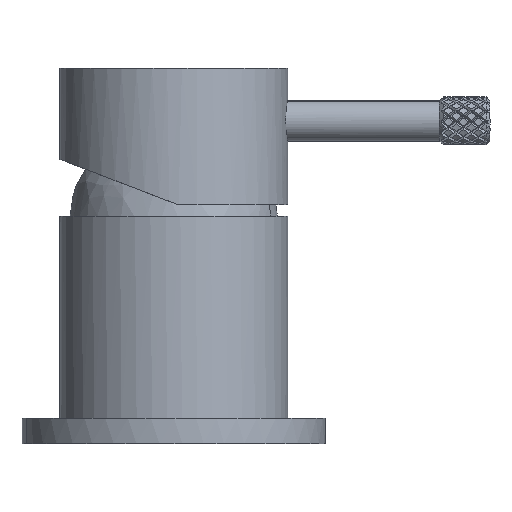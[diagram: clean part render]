
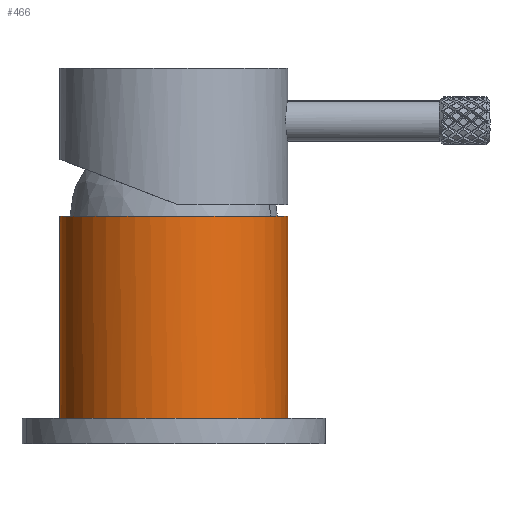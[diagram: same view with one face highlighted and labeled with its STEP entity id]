
A CAD part, left-side view. The second image highlights one B-rep face of the part: STEP entity #466.
In plain terms, the highlighted cylindrical face has radius 22.5 mm (diameter 45 mm), a partial arc.
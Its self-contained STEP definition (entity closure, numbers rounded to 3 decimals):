
#466=ADVANCED_FACE('',(#1057),#8331,.T.);
#1057=FACE_OUTER_BOUND('',#1651,.T.);
#1651=EDGE_LOOP('',(#2312,#2313,#2314,#2315));
#2312=ORIENTED_EDGE('',*,*,#4885,.F.);
#2313=ORIENTED_EDGE('',*,*,#4916,.T.);
#2314=ORIENTED_EDGE('',*,*,#4887,.F.);
#2315=ORIENTED_EDGE('',*,*,#4917,.T.);
#4885=EDGE_CURVE('',#7517,#7518,#6194,.T.);
#4887=EDGE_CURVE('',#7519,#7516,#6195,.T.);
#4916=EDGE_CURVE('',#7517,#7516,#6946,.T.);
#4917=EDGE_CURVE('',#7519,#7518,#6947,.T.);
#6194=B_SPLINE_CURVE_WITH_KNOTS('',1,(#8929,#8930),.UNSPECIFIED.,.F.,.F.,
(2,2),(0.,40.),.UNSPECIFIED.);
#6195=B_SPLINE_CURVE_WITH_KNOTS('',1,(#8936,#8937),.UNSPECIFIED.,.F.,.F.,
(2,2),(0.,40.),.UNSPECIFIED.);
#6946=(
BOUNDED_CURVE()
B_SPLINE_CURVE(2,(#9034,#9035,#9036,#9037,#9038),.UNSPECIFIED.,.F.,.F.)
B_SPLINE_CURVE_WITH_KNOTS((3,2,3),(0.,35.343,70.686),
 .UNSPECIFIED.)
CURVE()
GEOMETRIC_REPRESENTATION_ITEM()
RATIONAL_B_SPLINE_CURVE((1.,0.707,1.,0.707,1.))
REPRESENTATION_ITEM('')
);
#6947=(
BOUNDED_CURVE()
B_SPLINE_CURVE(2,(#9039,#9040,#9041,#9042,#9043),.UNSPECIFIED.,.F.,.F.)
B_SPLINE_CURVE_WITH_KNOTS((3,2,3),(0.,35.343,70.686),
 .UNSPECIFIED.)
CURVE()
GEOMETRIC_REPRESENTATION_ITEM()
RATIONAL_B_SPLINE_CURVE((1.,0.707,1.,0.707,1.))
REPRESENTATION_ITEM('')
);
#7516=VERTEX_POINT('',#8900);
#7517=VERTEX_POINT('',#8901);
#7518=VERTEX_POINT('',#8902);
#7519=VERTEX_POINT('',#8903);
#8331=CYLINDRICAL_SURFACE('',#8473,22.5);
#8473=AXIS2_PLACEMENT_3D('',#8897,#8657,$);
#8657=DIRECTION('',(0.,0.,-1.));
#8897=CARTESIAN_POINT('',(0.,0.,25.));
#8900=CARTESIAN_POINT('',(0.,22.5,45.));
#8901=CARTESIAN_POINT('',(0.,-22.5,45.));
#8902=CARTESIAN_POINT('',(0.,-22.5,5.));
#8903=CARTESIAN_POINT('',(0.,22.5,5.));
#8929=CARTESIAN_POINT('',(0.,-22.5,45.));
#8930=CARTESIAN_POINT('',(0.,-22.5,5.));
#8936=CARTESIAN_POINT('',(0.,22.5,5.));
#8937=CARTESIAN_POINT('',(0.,22.5,45.));
#9034=CARTESIAN_POINT('',(0.,-22.5,45.));
#9035=CARTESIAN_POINT('',(-22.5,-22.5,45.));
#9036=CARTESIAN_POINT('',(-22.5,0.,45.));
#9037=CARTESIAN_POINT('',(-22.5,22.5,45.));
#9038=CARTESIAN_POINT('',(0.,22.5,45.));
#9039=CARTESIAN_POINT('',(0.,22.5,5.));
#9040=CARTESIAN_POINT('',(-22.5,22.5,5.));
#9041=CARTESIAN_POINT('',(-22.5,0.,5.));
#9042=CARTESIAN_POINT('',(-22.5,-22.5,5.));
#9043=CARTESIAN_POINT('',(0.,-22.5,5.));
